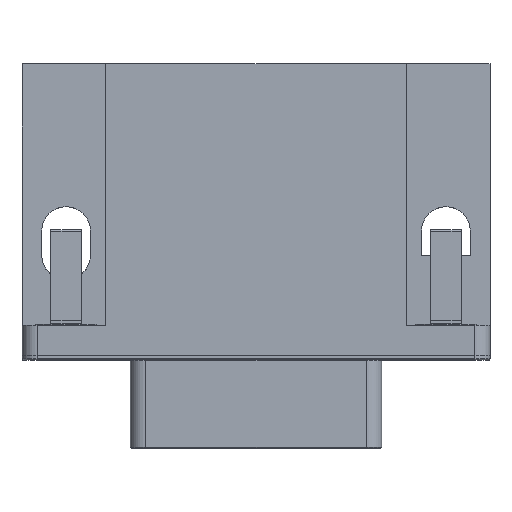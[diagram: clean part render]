
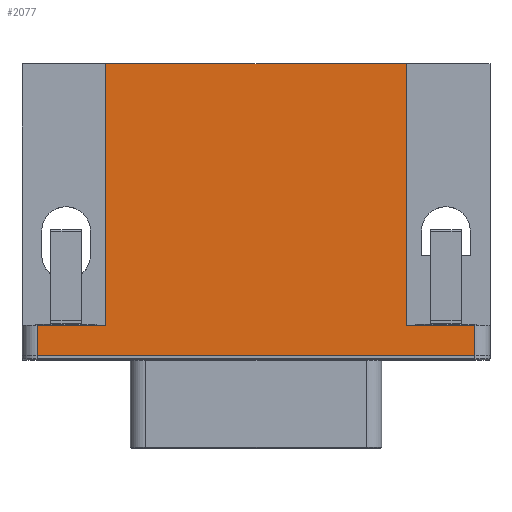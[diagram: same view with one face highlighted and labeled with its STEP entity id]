
A CAD part, top view. The second image highlights one B-rep face of the part: STEP entity #2077.
In plain terms, the highlighted planar face has unit normal (0, 0, 1).
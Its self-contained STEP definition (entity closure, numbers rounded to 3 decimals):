
#1757 = VERTEX_POINT('',#1758);
#1758 = CARTESIAN_POINT('',(-8.86,-17.4,12.5));
#1764 = EDGE_CURVE('',#1765,#1757,#1767,.T.);
#1765 = VERTEX_POINT('',#1766);
#1766 = CARTESIAN_POINT('',(19.94,-17.4,12.5));
#1767 = LINE('',#1768,#1769);
#1768 = CARTESIAN_POINT('',(20.94,-17.4,12.5));
#1769 = VECTOR('',#1770,1.);
#1770 = DIRECTION('',(-1.,0.,0.));
#2077 = ADVANCED_FACE('',(#2078),#2135,.T.);
#2078 = FACE_BOUND('',#2079,.T.);
#2079 = EDGE_LOOP('',(#2080,#2081,#2089,#2097,#2105,#2113,#2121,#2129));
#2080 = ORIENTED_EDGE('',*,*,#1764,.F.);
#2081 = ORIENTED_EDGE('',*,*,#2082,.T.);
#2082 = EDGE_CURVE('',#1765,#2083,#2085,.T.);
#2083 = VERTEX_POINT('',#2084);
#2084 = CARTESIAN_POINT('',(19.94,-15.4,12.5));
#2085 = LINE('',#2086,#2087);
#2086 = CARTESIAN_POINT('',(19.94,-17.4,12.5));
#2087 = VECTOR('',#2088,1.);
#2088 = DIRECTION('',(0.,1.,0.));
#2089 = ORIENTED_EDGE('',*,*,#2090,.F.);
#2090 = EDGE_CURVE('',#2091,#2083,#2093,.T.);
#2091 = VERTEX_POINT('',#2092);
#2092 = CARTESIAN_POINT('',(15.44,-15.4,12.5));
#2093 = LINE('',#2094,#2095);
#2094 = CARTESIAN_POINT('',(19.94,-15.4,12.5));
#2095 = VECTOR('',#2096,1.);
#2096 = DIRECTION('',(1.,0.,0.));
#2097 = ORIENTED_EDGE('',*,*,#2098,.F.);
#2098 = EDGE_CURVE('',#2099,#2091,#2101,.T.);
#2099 = VERTEX_POINT('',#2100);
#2100 = CARTESIAN_POINT('',(15.44,1.8,12.5));
#2101 = LINE('',#2102,#2103);
#2102 = CARTESIAN_POINT('',(15.44,-16.4,12.5));
#2103 = VECTOR('',#2104,1.);
#2104 = DIRECTION('',(0.,-1.,0.));
#2105 = ORIENTED_EDGE('',*,*,#2106,.T.);
#2106 = EDGE_CURVE('',#2099,#2107,#2109,.T.);
#2107 = VERTEX_POINT('',#2108);
#2108 = CARTESIAN_POINT('',(-4.36,1.8,12.5));
#2109 = LINE('',#2110,#2111);
#2110 = CARTESIAN_POINT('',(20.94,1.8,12.5));
#2111 = VECTOR('',#2112,1.);
#2112 = DIRECTION('',(-1.,0.,0.));
#2113 = ORIENTED_EDGE('',*,*,#2114,.F.);
#2114 = EDGE_CURVE('',#2115,#2107,#2117,.T.);
#2115 = VERTEX_POINT('',#2116);
#2116 = CARTESIAN_POINT('',(-4.36,-15.4,12.5));
#2117 = LINE('',#2118,#2119);
#2118 = CARTESIAN_POINT('',(-4.36,-16.4,12.5));
#2119 = VECTOR('',#2120,1.);
#2120 = DIRECTION('',(0.,1.,0.));
#2121 = ORIENTED_EDGE('',*,*,#2122,.F.);
#2122 = EDGE_CURVE('',#2123,#2115,#2125,.T.);
#2123 = VERTEX_POINT('',#2124);
#2124 = CARTESIAN_POINT('',(-8.86,-15.4,12.5));
#2125 = LINE('',#2126,#2127);
#2126 = CARTESIAN_POINT('',(6.54,-15.4,12.5));
#2127 = VECTOR('',#2128,1.);
#2128 = DIRECTION('',(1.,0.,0.));
#2129 = ORIENTED_EDGE('',*,*,#2130,.F.);
#2130 = EDGE_CURVE('',#1757,#2123,#2131,.T.);
#2131 = LINE('',#2132,#2133);
#2132 = CARTESIAN_POINT('',(-8.86,-17.4,12.5));
#2133 = VECTOR('',#2134,1.);
#2134 = DIRECTION('',(0.,1.,0.));
#2135 = PLANE('',#2136);
#2136 = AXIS2_PLACEMENT_3D('',#2137,#2138,#2139);
#2137 = CARTESIAN_POINT('',(20.94,-17.4,12.5));
#2138 = DIRECTION('',(0.,0.,1.));
#2139 = DIRECTION('',(-1.,0.,0.));
